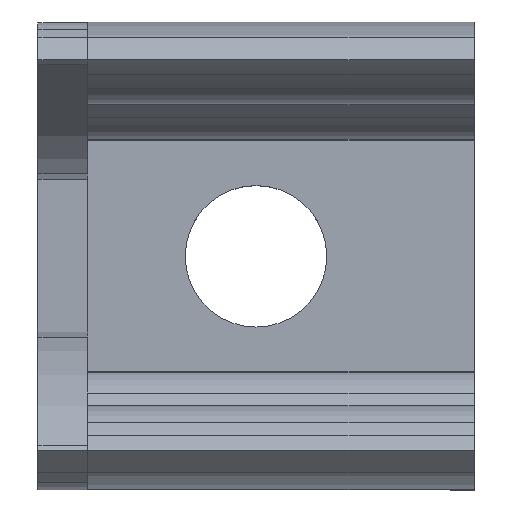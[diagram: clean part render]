
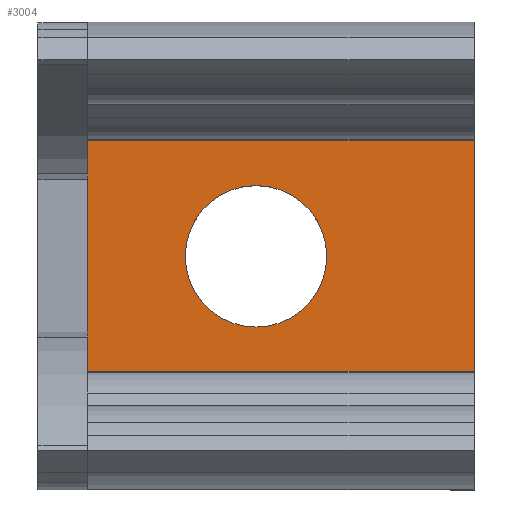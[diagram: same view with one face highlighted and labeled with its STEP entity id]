
A CAD part, top view. The second image highlights one B-rep face of the part: STEP entity #3004.
In plain terms, the highlighted planar face has unit normal (0, 0, 1).
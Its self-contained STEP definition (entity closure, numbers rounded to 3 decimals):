
#1666=CARTESIAN_POINT('',(-4.28,4.15,0.8));
#1667=VERTEX_POINT('',#1666);
#1675=CARTESIAN_POINT('',(5.55,4.15,0.8));
#1676=VERTEX_POINT('',#1675);
#1677=CARTESIAN_POINT('',(-4.28,4.15,0.8));
#1678=DIRECTION('',(1.0,0.0,0.0));
#1679=VECTOR('',#1678,9.83);
#1680=LINE('',#1677,#1679);
#1681=EDGE_CURVE('',#1667,#1676,#1680,.T.);
#2328=CARTESIAN_POINT('',(1.8,0.0,0.8));
#2329=VERTEX_POINT('',#2328);
#2338=CARTESIAN_POINT('',(-1.8,0.,0.8));
#2339=VERTEX_POINT('',#2338);
#2340=CARTESIAN_POINT('',(0.0,0.0,0.8));
#2341=DIRECTION('',(0.0,0.0,-1.0));
#2342=DIRECTION('',(1.0,0.0,0.0));
#2343=AXIS2_PLACEMENT_3D('',#2340,#2341,#2342);
#2344=CIRCLE('',#2343,1.8);
#2345=EDGE_CURVE('',#2339,#2329,#2344,.T.);
#2379=CARTESIAN_POINT('',(0.0,0.0,0.8));
#2380=DIRECTION('',(0.0,0.0,-1.0));
#2381=DIRECTION('',(1.0,0.0,0.0));
#2382=AXIS2_PLACEMENT_3D('',#2379,#2380,#2381);
#2383=CIRCLE('',#2382,1.8);
#2384=EDGE_CURVE('',#2329,#2339,#2383,.T.);
#2952=CARTESIAN_POINT('',(5.55,-4.15,0.8));
#2953=VERTEX_POINT('',#2952);
#2961=CARTESIAN_POINT('',(-4.28,-4.15,0.8));
#2962=VERTEX_POINT('',#2961);
#2963=CARTESIAN_POINT('',(-4.28,-4.15,0.8));
#2964=DIRECTION('',(1.0,0.0,0.0));
#2965=VECTOR('',#2964,9.83);
#2966=LINE('',#2963,#2965);
#2967=EDGE_CURVE('',#2962,#2953,#2966,.T.);
#2979=CARTESIAN_POINT('',(-4.28,-4.15,0.8));
#2980=DIRECTION('',(0.0,0.0,1.0));
#2981=DIRECTION('',(1.0,0.0,0.0));
#2982=AXIS2_PLACEMENT_3D('',#2979,#2980,#2981);
#2983=PLANE('',#2982);
#2984=CARTESIAN_POINT('',(5.55,-4.15,0.8));
#2985=DIRECTION('',(0.0,1.0,0.0));
#2986=VECTOR('',#2985,8.3);
#2987=LINE('',#2984,#2986);
#2988=EDGE_CURVE('',#2953,#1676,#2987,.T.);
#2989=ORIENTED_EDGE('',*,*,#2988,.T.);
#2990=ORIENTED_EDGE('',*,*,#1681,.F.);
#2991=CARTESIAN_POINT('',(-4.28,-4.15,0.8));
#2992=DIRECTION('',(0.0,1.0,0.0));
#2993=VECTOR('',#2992,8.3);
#2994=LINE('',#2991,#2993);
#2995=EDGE_CURVE('',#2962,#1667,#2994,.T.);
#2996=ORIENTED_EDGE('',*,*,#2995,.F.);
#2997=ORIENTED_EDGE('',*,*,#2967,.T.);
#2998=EDGE_LOOP('',(#2989,#2990,#2996,#2997));
#2999=FACE_OUTER_BOUND('',#2998,.T.);
#3000=ORIENTED_EDGE('',*,*,#2384,.T.);
#3001=ORIENTED_EDGE('',*,*,#2345,.T.);
#3002=EDGE_LOOP('',(#3000,#3001));
#3003=FACE_BOUND('',#3002,.T.);
#3004=ADVANCED_FACE('',(#2999,#3003),#2983,.T.);
